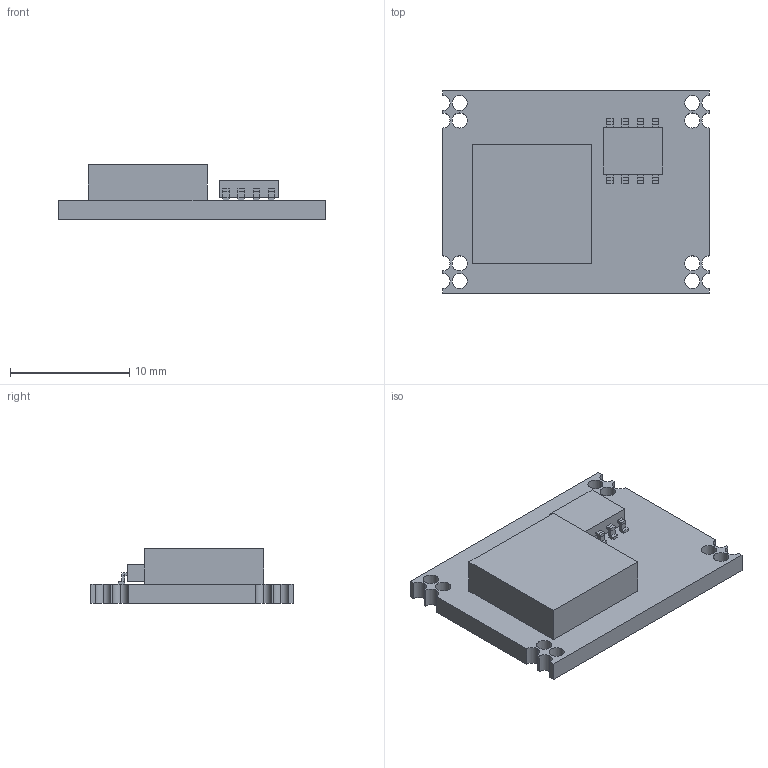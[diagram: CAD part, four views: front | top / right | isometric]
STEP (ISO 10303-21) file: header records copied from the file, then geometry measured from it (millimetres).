
FILE_DESCRIPTION(('FreeCAD Model'),'2;1');
FILE_NAME('Open CASCADE Shape Model','2021-09-27T23:59:25',('Author'),( ''),'Open CASCADE STEP processor 7.5','FreeCAD','Unknown');
FILE_SCHEMA(('AUTOMOTIVE_DESIGN { 1 0 10303 214 1 1 1 1 }'));
Length unit declared in the file: millimetre
Products named in the file (4): dc_dc; difference; union; cube001
Assembly tree (3 placements, depth 2):
  dc_dc
    difference
    union
    cube001
Bounding box: 22.4 x 17 x 4.6 mm (x, y, z)
Volume: 914.6 mm3; surface area: 1320.6 mm2
Topology: 3 solids, 3 shells, 190 faces, 432 edges, 256 vertices
Faces by surface type: plane 170, cylinder 20
Full cylindrical faces by diameter (mm): 1.27 x8
Entity records: 11711 total; most frequent: CARTESIAN_POINT 1858, DIRECTION 1612, LINE 1104, VECTOR 1104, ORIENTED_EDGE 864, PCURVE 864, DEFINITIONAL_REPRESENTATION 864, EDGE_CURVE 432
